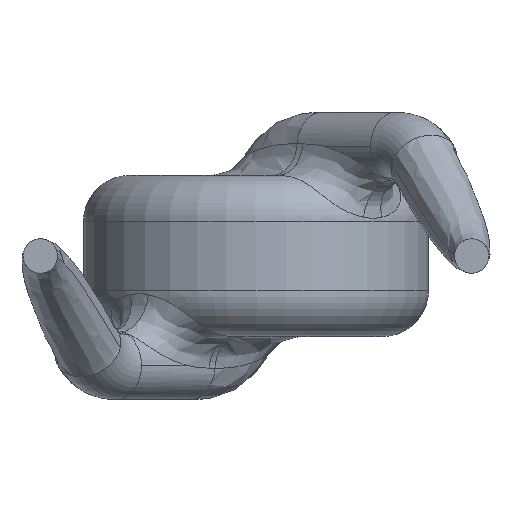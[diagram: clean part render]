
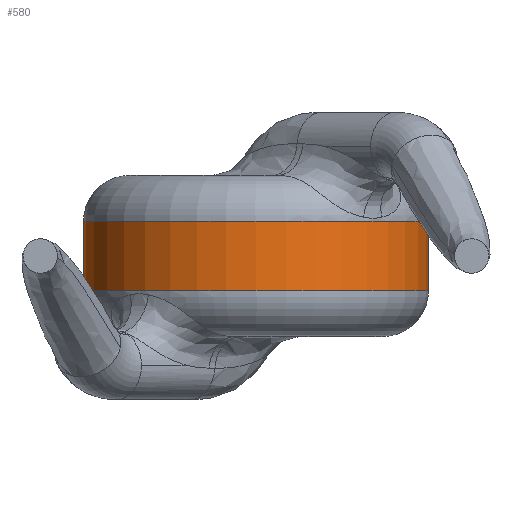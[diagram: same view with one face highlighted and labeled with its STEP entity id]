
A CAD part, front view. The second image highlights one B-rep face of the part: STEP entity #580.
In plain terms, the highlighted cylindrical face has radius 3 mm (diameter 6 mm), a partial arc.
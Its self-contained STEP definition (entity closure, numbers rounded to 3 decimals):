
#10 = CARTESIAN_POINT ( 'NONE',  ( 0., 6., 1.4 ) ) ;
#35 = DIRECTION ( 'NONE',  ( 1., 0., 0. ) ) ;
#90 = LINE ( 'NONE', #2710, #2106 ) ;
#323 = DIRECTION ( 'NONE',  ( 0., 0., 1. ) ) ;
#470 = VERTEX_POINT ( 'NONE', #1609 ) ;
#565 = EDGE_CURVE ( 'NONE', #1239, #470, #2641, .T. ) ;
#580 = ADVANCED_FACE ( 'NONE', ( #749 ), #1625, .T. ) ;
#738 = DIRECTION ( 'NONE',  ( -1., 0., 0. ) ) ;
#749 = FACE_OUTER_BOUND ( 'NONE', #986, .T. ) ;
#979 = AXIS2_PLACEMENT_3D ( 'NONE', #1155, #1370, #35 ) ;
#986 = EDGE_LOOP ( 'NONE', ( #2509, #1273, #1456, #1359 ) ) ;
#1081 = CIRCLE ( 'NONE', #979, 3. ) ;
#1112 = VERTEX_POINT ( 'NONE', #2587 ) ;
#1117 = VECTOR ( 'NONE', #1354, 1000. ) ;
#1155 = CARTESIAN_POINT ( 'NONE',  ( 0., 6., 0.6 ) ) ;
#1239 = VERTEX_POINT ( 'NONE', #1335 ) ;
#1273 = ORIENTED_EDGE ( 'NONE', *, *, #2532, .T. ) ;
#1335 = CARTESIAN_POINT ( 'NONE',  ( 3., 6., 0.6 ) ) ;
#1354 = DIRECTION ( 'NONE',  ( 0., 0., -1. ) ) ;
#1359 = ORIENTED_EDGE ( 'NONE', *, *, #2719, .T. ) ;
#1370 = DIRECTION ( 'NONE',  ( 0., 0., -1. ) ) ;
#1456 = ORIENTED_EDGE ( 'NONE', *, *, #1755, .T. ) ;
#1599 = DIRECTION ( 'NONE',  ( 0., 0., -1. ) ) ;
#1609 = CARTESIAN_POINT ( 'NONE',  ( 3., 6., -0.6 ) ) ;
#1625 = CYLINDRICAL_SURFACE ( 'NONE', #2454, 3. ) ;
#1691 = CIRCLE ( 'NONE', #2725, 3. ) ;
#1755 = EDGE_CURVE ( 'NONE', #1112, #2566, #90, .T. ) ;
#2106 = VECTOR ( 'NONE', #2288, 1000. ) ;
#2288 = DIRECTION ( 'NONE',  ( 0., 0., -1. ) ) ;
#2292 = DIRECTION ( 'NONE',  ( -1., 0., 0. ) ) ;
#2454 = AXIS2_PLACEMENT_3D ( 'NONE', #10, #1599, #2292 ) ;
#2509 = ORIENTED_EDGE ( 'NONE', *, *, #565, .F. ) ;
#2532 = EDGE_CURVE ( 'NONE', #1239, #1112, #1081, .T. ) ;
#2566 = VERTEX_POINT ( 'NONE', #2702 ) ;
#2587 = CARTESIAN_POINT ( 'NONE',  ( -3., 6., 0.6 ) ) ;
#2641 = LINE ( 'NONE', #2700, #1117 ) ;
#2700 = CARTESIAN_POINT ( 'NONE',  ( 3., 6., 1.4 ) ) ;
#2702 = CARTESIAN_POINT ( 'NONE',  ( -3., 6., -0.6 ) ) ;
#2710 = CARTESIAN_POINT ( 'NONE',  ( -3., 6., 1.4 ) ) ;
#2719 = EDGE_CURVE ( 'NONE', #2566, #470, #1691, .T. ) ;
#2722 = CARTESIAN_POINT ( 'NONE',  ( 0., 6., -0.6 ) ) ;
#2725 = AXIS2_PLACEMENT_3D ( 'NONE', #2722, #323, #738 ) ;
